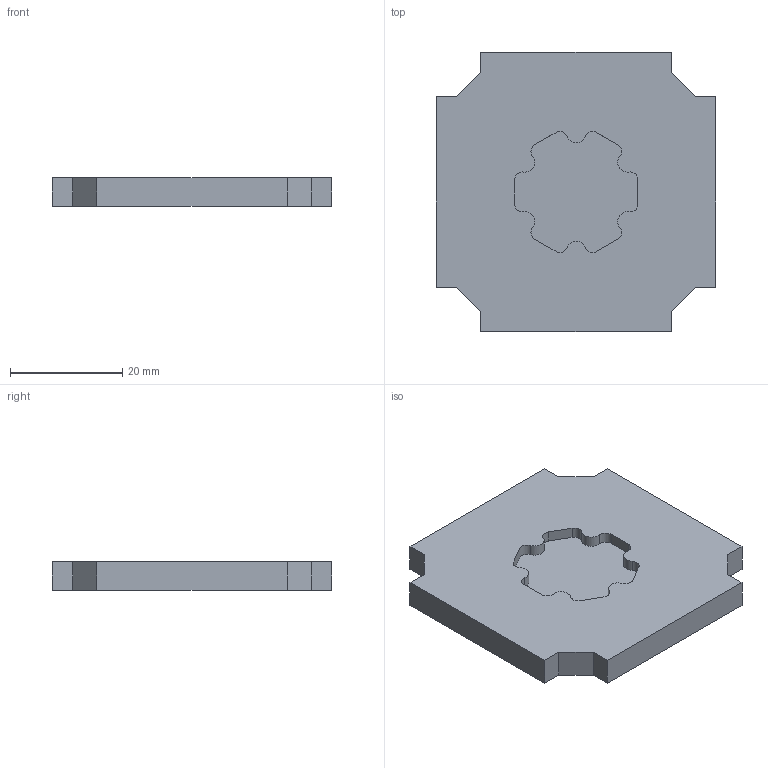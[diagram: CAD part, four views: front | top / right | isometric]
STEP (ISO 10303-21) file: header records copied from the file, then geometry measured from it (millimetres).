
FILE_DESCRIPTION(/* description */ (''),/* implementation_level */ '2;1');
FILE_NAME(/* name */ '20_Cube_insert_LED_holder_v3.ipt.step',/* time_stamp */ '2022-11-29T08:02:48+01:00',/* author */ ('marsikovabarbora'),/* organization */ (''),/* preprocessor_version */ 'ST-DEVELOPER v18.1',/* originating_system */ 'Autodesk Inventor 2022',/* authorisation */ '');
FILE_SCHEMA (('AUTOMOTIVE_DESIGN { 1 0 10303 214 3 1 1 }'));
Length unit declared in the file: millimetre
Products named in the file (1): 20_Cube_insert_Sample_holder
Bounding box: 49.8 x 49.8 x 5 mm (x, y, z)
Volume: 10649.3 mm3; surface area: 5640.8 mm2
Topology: 1 solids, 1 shells, 43 faces, 120 edges, 80 vertices
Faces by surface type: plane 25, cylinder 18
Entity records: 1431 total; most frequent: DIRECTION 244, CARTESIAN_POINT 244, ORIENTED_EDGE 240, EDGE_CURVE 120, LINE 84, VECTOR 84, VERTEX_POINT 80, AXIS2_PLACEMENT_3D 80
